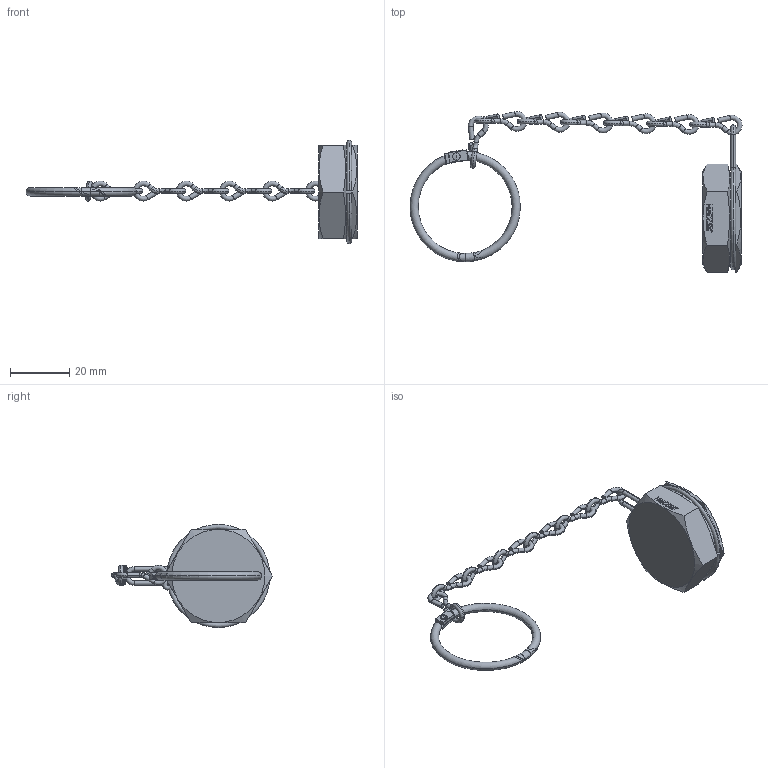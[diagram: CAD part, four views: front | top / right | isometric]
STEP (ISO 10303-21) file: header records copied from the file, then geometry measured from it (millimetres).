
FILE_DESCRIPTION (( 'STEP AP203' ), '1' );
FILE_NAME ('CAP-J22RBR-TCR.STEP', '2025-08-25T17:44:38', ( '' ), ( '' ), 'SwSTEP 2.0', 'SolidWorks 2018', '' );
FILE_SCHEMA (( 'CONFIG_CONTROL_DESIGN' ));
Length unit declared in the file: inch
Products named in the file (9): PRT-002245_RING-1.187D HALF; PRT-004030; PRT-002239_BRASS; PRT-002255_SMALL PIN; PRT-002285; ASY-000291; PRT-000985; CAP-J22RBR-TCR; ASY-000418_One Link Bent
Assembly tree (15 placements, depth 3):
  CAP-J22RBR-TCR
    PRT-000985
    PRT-002285
    ASY-000291
      PRT-002245_RING-1.187D HALF  x2
      PRT-002255_SMALL PIN
    ASY-000418_One Link Bent
      PRT-002239_BRASS  x7
    PRT-004030
Bounding box: 112.32 x 54.45 x 34.92 mm (x, y, z)
Volume: 10338.4 mm3; surface area: 7978.1 mm2
Topology: 13 solids, 13 shells, 396 faces, 954 edges, 580 vertices
Faces by surface type: cylinder 114, plane 109, bspline 81, torus 68, sphere 16, cone 8
Entity records: 13994 total; most frequent: CARTESIAN_POINT 7831, ORIENTED_EDGE 1126, DIRECTION 892, EDGE_CURVE 563, VERTEX_POINT 359, AXIS2_PLACEMENT_3D 316, VECTOR 260, LINE 260
